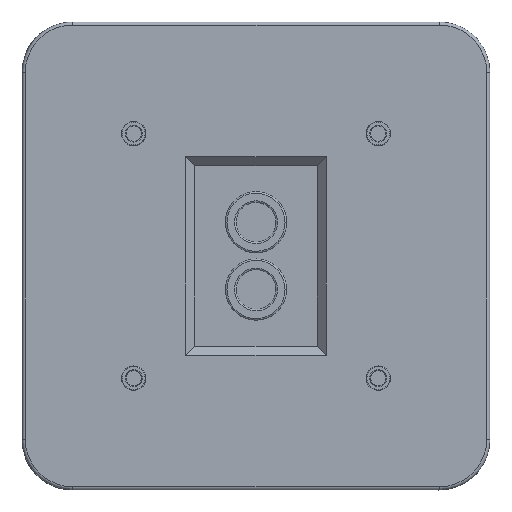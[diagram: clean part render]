
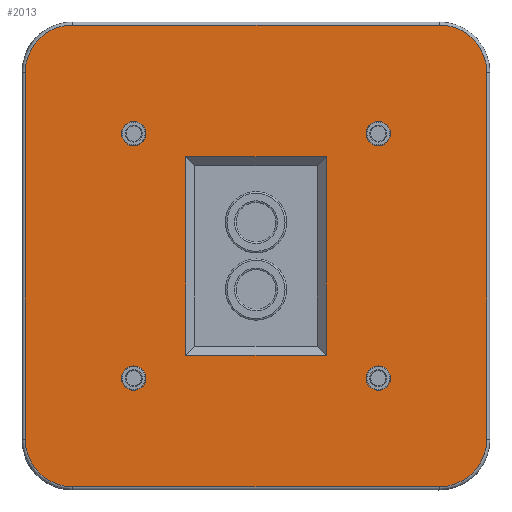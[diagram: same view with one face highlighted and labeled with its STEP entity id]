
A CAD part, top view. The second image highlights one B-rep face of the part: STEP entity #2013.
In plain terms, the highlighted planar face has unit normal (0, 0, 1).
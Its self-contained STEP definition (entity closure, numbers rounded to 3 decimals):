
#153=LINE('',#3226,#277);
#156=LINE('',#3233,#280);
#157=LINE('',#3250,#281);
#160=LINE('',#3257,#284);
#163=LINE('',#3266,#287);
#165=LINE('',#3270,#289);
#167=LINE('',#3274,#291);
#168=LINE('',#3276,#292);
#277=VECTOR('',#2584,1.);
#280=VECTOR('',#2591,1.);
#281=VECTOR('',#2612,1.);
#284=VECTOR('',#2619,1.);
#287=VECTOR('',#2630,1.);
#289=VECTOR('',#2634,1.);
#291=VECTOR('',#2638,1.);
#292=VECTOR('',#2641,1.);
#398=FACE_BOUND('',#644,.T.);
#399=FACE_BOUND('',#645,.T.);
#400=FACE_BOUND('',#646,.T.);
#401=FACE_BOUND('',#647,.T.);
#402=FACE_BOUND('',#648,.T.);
#491=FACE_OUTER_BOUND('',#643,.T.);
#643=EDGE_LOOP('',(#1554,#1555,#1556,#1557,#1558,#1559,#1560,#1561));
#644=EDGE_LOOP('',(#1562,#1563,#1564,#1565));
#645=EDGE_LOOP('',(#1566));
#646=EDGE_LOOP('',(#1567));
#647=EDGE_LOOP('',(#1568));
#648=EDGE_LOOP('',(#1569));
#754=CIRCLE('',#2184,15.5);
#758=CIRCLE('',#2191,15.5);
#762=CIRCLE('',#2196,15.5);
#766=CIRCLE('',#2203,15.5);
#796=CIRCLE('',#2249,4.);
#798=CIRCLE('',#2255,4.);
#800=CIRCLE('',#2261,4.);
#802=CIRCLE('',#2267,4.);
#891=VERTEX_POINT('',#3214);
#894=VERTEX_POINT('',#3219);
#896=VERTEX_POINT('',#3224);
#897=VERTEX_POINT('',#3229);
#900=VERTEX_POINT('',#3236);
#901=VERTEX_POINT('',#3241);
#904=VERTEX_POINT('',#3248);
#905=VERTEX_POINT('',#3253);
#907=VERTEX_POINT('',#3262);
#908=VERTEX_POINT('',#3264);
#909=VERTEX_POINT('',#3268);
#910=VERTEX_POINT('',#3272);
#932=VERTEX_POINT('',#3340);
#934=VERTEX_POINT('',#3350);
#936=VERTEX_POINT('',#3360);
#938=VERTEX_POINT('',#3370);
#1094=EDGE_CURVE('',#891,#894,#754,.T.);
#1096=EDGE_CURVE('',#894,#896,#153,.T.);
#1100=EDGE_CURVE('',#897,#891,#156,.T.);
#1102=EDGE_CURVE('',#896,#900,#758,.T.);
#1106=EDGE_CURVE('',#901,#897,#762,.T.);
#1108=EDGE_CURVE('',#900,#904,#157,.T.);
#1112=EDGE_CURVE('',#905,#901,#160,.T.);
#1114=EDGE_CURVE('',#904,#905,#766,.T.);
#1117=EDGE_CURVE('',#908,#907,#163,.T.);
#1119=EDGE_CURVE('',#909,#908,#165,.T.);
#1121=EDGE_CURVE('',#907,#910,#167,.T.);
#1122=EDGE_CURVE('',#910,#909,#168,.T.);
#1153=EDGE_CURVE('',#932,#932,#796,.T.);
#1157=EDGE_CURVE('',#934,#934,#798,.T.);
#1161=EDGE_CURVE('',#936,#936,#800,.T.);
#1165=EDGE_CURVE('',#938,#938,#802,.T.);
#1554=ORIENTED_EDGE('',*,*,#1100,.T.);
#1555=ORIENTED_EDGE('',*,*,#1094,.T.);
#1556=ORIENTED_EDGE('',*,*,#1096,.T.);
#1557=ORIENTED_EDGE('',*,*,#1102,.T.);
#1558=ORIENTED_EDGE('',*,*,#1108,.T.);
#1559=ORIENTED_EDGE('',*,*,#1114,.T.);
#1560=ORIENTED_EDGE('',*,*,#1112,.T.);
#1561=ORIENTED_EDGE('',*,*,#1106,.T.);
#1562=ORIENTED_EDGE('',*,*,#1117,.F.);
#1563=ORIENTED_EDGE('',*,*,#1119,.F.);
#1564=ORIENTED_EDGE('',*,*,#1122,.F.);
#1565=ORIENTED_EDGE('',*,*,#1121,.F.);
#1566=ORIENTED_EDGE('',*,*,#1153,.T.);
#1567=ORIENTED_EDGE('',*,*,#1157,.F.);
#1568=ORIENTED_EDGE('',*,*,#1161,.T.);
#1569=ORIENTED_EDGE('',*,*,#1165,.F.);
#1899=PLANE('',#2268);
#2013=ADVANCED_FACE('',(#491,#398,#399,#400,#401,#402),#1899,.T.);
#2184=AXIS2_PLACEMENT_3D('',#3221,#2578,#2579);
#2191=AXIS2_PLACEMENT_3D('',#3238,#2596,#2597);
#2196=AXIS2_PLACEMENT_3D('',#3245,#2606,#2607);
#2203=AXIS2_PLACEMENT_3D('',#3260,#2624,#2625);
#2249=AXIS2_PLACEMENT_3D('',#3341,#2725,#2726);
#2255=AXIS2_PLACEMENT_3D('',#3351,#2739,#2740);
#2261=AXIS2_PLACEMENT_3D('',#3361,#2753,#2754);
#2267=AXIS2_PLACEMENT_3D('',#3371,#2767,#2768);
#2268=AXIS2_PLACEMENT_3D('',#3373,#2770,#2771);
#2578=DIRECTION('center_axis',(0.,0.,1.));
#2579=DIRECTION('ref_axis',(1.,0.,0.));
#2584=DIRECTION('',(0.,-1.,0.));
#2591=DIRECTION('',(-1.,0.,0.));
#2596=DIRECTION('center_axis',(0.,0.,1.));
#2597=DIRECTION('ref_axis',(1.,0.,0.));
#2606=DIRECTION('center_axis',(0.,0.,1.));
#2607=DIRECTION('ref_axis',(1.,0.,0.));
#2612=DIRECTION('',(1.,0.,0.));
#2619=DIRECTION('',(0.,1.,0.));
#2624=DIRECTION('center_axis',(0.,0.,1.));
#2625=DIRECTION('ref_axis',(1.,0.,0.));
#2630=DIRECTION('',(0.,1.,0.));
#2634=DIRECTION('',(1.,0.,0.));
#2638=DIRECTION('',(-1.,0.,0.));
#2641=DIRECTION('',(0.,-1.,0.));
#2725=DIRECTION('center_axis',(0.,0.,-1.));
#2726=DIRECTION('ref_axis',(1.,0.,0.));
#2739=DIRECTION('center_axis',(0.,0.,1.));
#2740=DIRECTION('ref_axis',(1.,0.,0.));
#2753=DIRECTION('center_axis',(0.,0.,-1.));
#2754=DIRECTION('ref_axis',(1.,0.,0.));
#2767=DIRECTION('center_axis',(0.,0.,1.));
#2768=DIRECTION('ref_axis',(1.,0.,0.));
#2770=DIRECTION('center_axis',(0.,0.,1.));
#2771=DIRECTION('ref_axis',(1.,0.,0.));
#3214=CARTESIAN_POINT('',(-60.,75.5,39.));
#3219=CARTESIAN_POINT('',(-75.5,60.,39.));
#3221=CARTESIAN_POINT('Origin',(-60.,60.,39.));
#3224=CARTESIAN_POINT('',(-75.5,-60.,39.));
#3226=CARTESIAN_POINT('',(-75.5,-60.,39.));
#3229=CARTESIAN_POINT('',(60.,75.5,39.));
#3233=CARTESIAN_POINT('',(-60.,75.5,39.));
#3236=CARTESIAN_POINT('',(-60.,-75.5,39.));
#3238=CARTESIAN_POINT('Origin',(-60.,-60.,39.));
#3241=CARTESIAN_POINT('',(75.5,60.,39.));
#3245=CARTESIAN_POINT('Origin',(60.,60.,39.));
#3248=CARTESIAN_POINT('',(60.,-75.5,39.));
#3250=CARTESIAN_POINT('',(60.,-75.5,39.));
#3253=CARTESIAN_POINT('',(75.5,-60.,39.));
#3257=CARTESIAN_POINT('',(75.5,60.,39.));
#3260=CARTESIAN_POINT('Origin',(60.,-60.,39.));
#3262=CARTESIAN_POINT('',(23.,32.5,39.));
#3264=CARTESIAN_POINT('',(23.,-32.5,39.));
#3266=CARTESIAN_POINT('',(23.,-32.5,39.));
#3268=CARTESIAN_POINT('',(-23.,-32.5,39.));
#3270=CARTESIAN_POINT('',(-23.,-32.5,39.));
#3272=CARTESIAN_POINT('',(-23.,32.5,39.));
#3274=CARTESIAN_POINT('',(23.,32.5,39.));
#3276=CARTESIAN_POINT('',(-23.,32.5,39.));
#3340=CARTESIAN_POINT('',(36.,-40.,39.));
#3341=CARTESIAN_POINT('Origin',(40.,-40.,39.));
#3350=CARTESIAN_POINT('',(-44.,-40.,39.));
#3351=CARTESIAN_POINT('Origin',(-40.,-40.,39.));
#3360=CARTESIAN_POINT('',(-44.,40.,39.));
#3361=CARTESIAN_POINT('Origin',(-40.,40.,39.));
#3370=CARTESIAN_POINT('',(36.,40.,39.));
#3371=CARTESIAN_POINT('Origin',(40.,40.,39.));
#3373=CARTESIAN_POINT('Origin',(-60.,-60.,39.));
